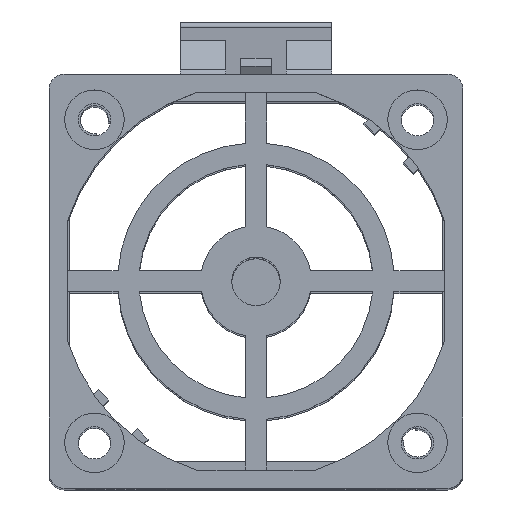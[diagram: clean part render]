
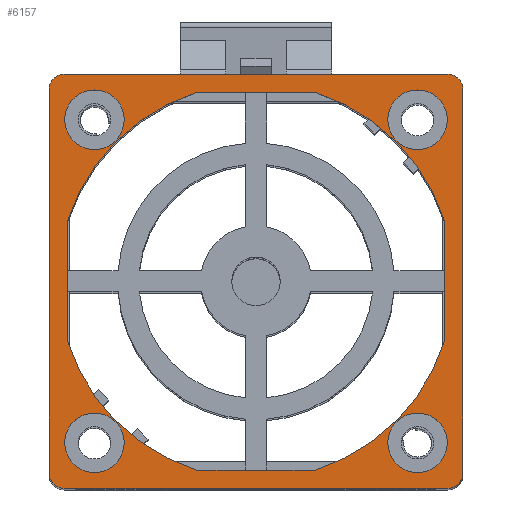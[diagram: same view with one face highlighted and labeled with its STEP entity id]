
A CAD part, top view. The second image highlights one B-rep face of the part: STEP entity #6157.
In plain terms, the highlighted planar face has unit normal (0, 0, 1).
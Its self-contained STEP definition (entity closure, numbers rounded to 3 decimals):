
#5514=DIRECTION('',(-1.,0.,0.));
#5515=VECTOR('',#5514,6.921);
#5516=CARTESIAN_POINT('',(213.652,4.2,236.1));
#5517=LINE('',#5516,#5515);
#5518=CARTESIAN_POINT('',(207.781,22.9,236.1));
#5519=DIRECTION('',(0.,0.,-1.));
#5520=DIRECTION('',(0.954,-0.3,0.));
#5521=AXIS2_PLACEMENT_3D('',#5518,#5519,#5520);
#5523=DIRECTION('',(0.,-1.,0.));
#5524=VECTOR('',#5523,11.742);
#5525=CARTESIAN_POINT('',(226.481,28.771,236.1));
#5526=LINE('',#5525,#5524);
#5527=CARTESIAN_POINT('',(207.781,22.9,236.1));
#5528=DIRECTION('',(0.,0.,-1.));
#5529=DIRECTION('',(0.3,0.954,0.));
#5530=AXIS2_PLACEMENT_3D('',#5527,#5528,#5529);
#5532=DIRECTION('',(1.,0.,0.));
#5533=VECTOR('',#5532,11.742);
#5534=CARTESIAN_POINT('',(201.91,41.6,236.1));
#5535=LINE('',#5534,#5533);
#5536=CARTESIAN_POINT('',(207.781,22.9,236.1));
#5537=DIRECTION('',(0.,0.,-1.));
#5538=DIRECTION('',(-0.954,0.3,0.));
#5539=AXIS2_PLACEMENT_3D('',#5536,#5537,#5538);
#5541=DIRECTION('',(0.,1.,0.));
#5542=VECTOR('',#5541,11.742);
#5543=CARTESIAN_POINT('',(189.081,17.029,236.1));
#5544=LINE('',#5543,#5542);
#5545=CARTESIAN_POINT('',(207.781,22.9,236.1));
#5546=DIRECTION('',(0.,0.,-1.));
#5547=DIRECTION('',(-0.3,-0.954,0.));
#5548=AXIS2_PLACEMENT_3D('',#5545,#5546,#5547);
#5550=CARTESIAN_POINT('',(223.781,6.9,236.1));
#5551=DIRECTION('',(0.,0.,-1.));
#5552=DIRECTION('',(0.,1.,0.));
#5553=AXIS2_PLACEMENT_3D('',#5550,#5551,#5552);
#5555=CARTESIAN_POINT('',(223.781,6.9,236.1));
#5556=DIRECTION('',(0.,0.,-1.));
#5557=DIRECTION('',(0.,-1.,0.));
#5558=AXIS2_PLACEMENT_3D('',#5555,#5556,#5557);
#5560=CARTESIAN_POINT('',(223.781,38.9,236.1));
#5561=DIRECTION('',(0.,0.,-1.));
#5562=DIRECTION('',(-1.,0.,0.));
#5563=AXIS2_PLACEMENT_3D('',#5560,#5561,#5562);
#5565=CARTESIAN_POINT('',(223.781,38.9,236.1));
#5566=DIRECTION('',(0.,0.,-1.));
#5567=DIRECTION('',(1.,0.,0.));
#5568=AXIS2_PLACEMENT_3D('',#5565,#5566,#5567);
#5570=CARTESIAN_POINT('',(191.781,38.9,236.1));
#5571=DIRECTION('',(0.,0.,-1.));
#5572=DIRECTION('',(0.,-1.,0.));
#5573=AXIS2_PLACEMENT_3D('',#5570,#5571,#5572);
#5575=CARTESIAN_POINT('',(191.781,38.9,236.1));
#5576=DIRECTION('',(0.,0.,-1.));
#5577=DIRECTION('',(0.,1.,0.));
#5578=AXIS2_PLACEMENT_3D('',#5575,#5576,#5577);
#5580=CARTESIAN_POINT('',(191.781,6.9,236.1));
#5581=DIRECTION('',(0.,0.,-1.));
#5582=DIRECTION('',(1.,0.,0.));
#5583=AXIS2_PLACEMENT_3D('',#5580,#5581,#5582);
#5585=CARTESIAN_POINT('',(191.781,6.9,236.1));
#5586=DIRECTION('',(0.,0.,-1.));
#5587=DIRECTION('',(-1.,0.,0.));
#5588=AXIS2_PLACEMENT_3D('',#5585,#5586,#5587);
#5590=CARTESIAN_POINT('',(188.781,3.9,236.1));
#5591=DIRECTION('',(0.,0.,1.));
#5592=DIRECTION('',(-1.,0.,0.));
#5593=AXIS2_PLACEMENT_3D('',#5590,#5591,#5592);
#5595=CARTESIAN_POINT('',(188.781,41.9,236.1));
#5596=DIRECTION('',(0.,0.,1.));
#5597=DIRECTION('',(0.,1.,0.));
#5598=AXIS2_PLACEMENT_3D('',#5595,#5596,#5597);
#5600=CARTESIAN_POINT('',(226.781,41.9,236.1));
#5601=DIRECTION('',(0.,0.,1.));
#5602=DIRECTION('',(1.,0.,0.));
#5603=AXIS2_PLACEMENT_3D('',#5600,#5601,#5602);
#5605=CARTESIAN_POINT('',(226.781,3.9,236.1));
#5606=DIRECTION('',(0.,0.,1.));
#5607=DIRECTION('',(0.,-1.,0.));
#5608=AXIS2_PLACEMENT_3D('',#5605,#5606,#5607);
#5614=DIRECTION('',(1.,0.,0.));
#5615=VECTOR('',#5614,4.821);
#5616=CARTESIAN_POINT('',(201.91,4.2,236.1));
#5617=LINE('',#5616,#5615);
#5898=DIRECTION('',(-1.,0.,0.));
#5899=VECTOR('',#5898,38.);
#5900=CARTESIAN_POINT('',(226.781,2.4,236.1));
#5901=LINE('',#5900,#5899);
#5918=DIRECTION('',(0.,1.,0.));
#5919=VECTOR('',#5918,38.);
#5920=CARTESIAN_POINT('',(187.281,3.9,236.1));
#5921=LINE('',#5920,#5919);
#5930=DIRECTION('',(1.,0.,0.));
#5931=VECTOR('',#5930,38.);
#5932=CARTESIAN_POINT('',(188.781,43.4,236.1));
#5933=LINE('',#5932,#5931);
#5950=DIRECTION('',(0.,-1.,0.));
#5951=VECTOR('',#5950,38.);
#5952=CARTESIAN_POINT('',(228.281,41.9,236.1));
#5953=LINE('',#5952,#5951);
#5958=CARTESIAN_POINT('',(213.652,4.2,236.1));
#5959=CARTESIAN_POINT('',(206.731,4.2,236.1));
#5960=VERTEX_POINT('',#5958);
#5961=VERTEX_POINT('',#5959);
#5962=CARTESIAN_POINT('',(201.91,4.2,236.1));
#5963=VERTEX_POINT('',#5962);
#5964=CARTESIAN_POINT('',(189.081,17.029,236.1));
#5965=VERTEX_POINT('',#5964);
#5966=CARTESIAN_POINT('',(189.081,28.771,236.1));
#5967=VERTEX_POINT('',#5966);
#5968=CARTESIAN_POINT('',(201.91,41.6,236.1));
#5969=VERTEX_POINT('',#5968);
#5970=CARTESIAN_POINT('',(213.652,41.6,236.1));
#5971=VERTEX_POINT('',#5970);
#5972=CARTESIAN_POINT('',(226.481,28.771,236.1));
#5973=VERTEX_POINT('',#5972);
#5974=CARTESIAN_POINT('',(226.481,17.029,236.1));
#5975=VERTEX_POINT('',#5974);
#5977=CARTESIAN_POINT('',(226.781,2.4,236.1));
#5979=VERTEX_POINT('',#5977);
#6015=CARTESIAN_POINT('',(223.781,9.85,236.1));
#6017=VERTEX_POINT('',#6015);
#6020=CARTESIAN_POINT('',(223.781,3.95,236.1));
#6021=VERTEX_POINT('',#6020);
#6027=CARTESIAN_POINT('',(220.831,38.9,236.1));
#6029=VERTEX_POINT('',#6027);
#6032=CARTESIAN_POINT('',(226.731,38.9,236.1));
#6033=VERTEX_POINT('',#6032);
#6039=CARTESIAN_POINT('',(191.781,35.95,236.1));
#6041=VERTEX_POINT('',#6039);
#6044=CARTESIAN_POINT('',(191.781,41.85,236.1));
#6045=VERTEX_POINT('',#6044);
#6051=CARTESIAN_POINT('',(194.731,6.9,236.1));
#6053=VERTEX_POINT('',#6051);
#6056=CARTESIAN_POINT('',(188.831,6.9,236.1));
#6057=VERTEX_POINT('',#6056);
#6063=CARTESIAN_POINT('',(188.781,43.4,236.1));
#6065=VERTEX_POINT('',#6063);
#6066=CARTESIAN_POINT('',(228.281,3.9,236.1));
#6068=VERTEX_POINT('',#6066);
#6070=CARTESIAN_POINT('',(228.281,41.9,236.1));
#6072=VERTEX_POINT('',#6070);
#6074=CARTESIAN_POINT('',(226.781,43.4,236.1));
#6076=VERTEX_POINT('',#6074);
#6078=CARTESIAN_POINT('',(187.281,41.9,236.1));
#6080=VERTEX_POINT('',#6078);
#6082=CARTESIAN_POINT('',(187.281,3.9,236.1));
#6084=VERTEX_POINT('',#6082);
#6086=CARTESIAN_POINT('',(188.781,2.4,236.1));
#6088=VERTEX_POINT('',#6086);
#6090=CARTESIAN_POINT('',(228.281,2.4,236.1));
#6091=DIRECTION('',(0.,0.,1.));
#6092=DIRECTION('',(1.,0.,0.));
#6093=AXIS2_PLACEMENT_3D('',#6090,#6091,#6092);
#6094=PLANE('',#6093);
#6096=ORIENTED_EDGE('',*,*,#6095,.T.);
#6098=ORIENTED_EDGE('',*,*,#6097,.F.);
#6100=ORIENTED_EDGE('',*,*,#6099,.T.);
#6102=ORIENTED_EDGE('',*,*,#6101,.F.);
#6104=ORIENTED_EDGE('',*,*,#6103,.T.);
#6106=ORIENTED_EDGE('',*,*,#6105,.F.);
#6108=ORIENTED_EDGE('',*,*,#6107,.T.);
#6110=ORIENTED_EDGE('',*,*,#6109,.F.);
#6111=EDGE_LOOP('',(#6096,#6098,#6100,#6102,#6104,#6106,#6108,#6110));
#6112=FACE_OUTER_BOUND('',#6111,.F.);
#6114=ORIENTED_EDGE('',*,*,#6113,.F.);
#6116=ORIENTED_EDGE('',*,*,#6115,.F.);
#6117=EDGE_LOOP('',(#6114,#6116));
#6118=FACE_BOUND('',#6117,.F.);
#6120=ORIENTED_EDGE('',*,*,#6119,.F.);
#6122=ORIENTED_EDGE('',*,*,#6121,.F.);
#6123=EDGE_LOOP('',(#6120,#6122));
#6124=FACE_BOUND('',#6123,.F.);
#6126=ORIENTED_EDGE('',*,*,#6125,.F.);
#6128=ORIENTED_EDGE('',*,*,#6127,.F.);
#6129=EDGE_LOOP('',(#6126,#6128));
#6130=FACE_BOUND('',#6129,.F.);
#6132=ORIENTED_EDGE('',*,*,#6131,.F.);
#6134=ORIENTED_EDGE('',*,*,#6133,.F.);
#6135=EDGE_LOOP('',(#6132,#6134));
#6136=FACE_BOUND('',#6135,.F.);
#6138=ORIENTED_EDGE('',*,*,#6137,.T.);
#6140=ORIENTED_EDGE('',*,*,#6139,.F.);
#6142=ORIENTED_EDGE('',*,*,#6141,.F.);
#6144=ORIENTED_EDGE('',*,*,#6143,.F.);
#6146=ORIENTED_EDGE('',*,*,#6145,.F.);
#6148=ORIENTED_EDGE('',*,*,#6147,.F.);
#6150=ORIENTED_EDGE('',*,*,#6149,.F.);
#6152=ORIENTED_EDGE('',*,*,#6151,.F.);
#6154=ORIENTED_EDGE('',*,*,#6153,.F.);
#6155=EDGE_LOOP('',(#6138,#6140,#6142,#6144,#6146,#6148,#6150,#6152,#6154));
#6156=FACE_BOUND('',#6155,.F.);
#6157=ADVANCED_FACE('',(#6112,#6118,#6124,#6130,#6136,#6156),#6094,.T.);
#5522=CIRCLE('',#5521,19.6);
#5531=CIRCLE('',#5530,19.6);
#5540=CIRCLE('',#5539,19.6);
#5549=CIRCLE('',#5548,19.6);
#5554=CIRCLE('',#5553,2.95);
#5559=CIRCLE('',#5558,2.95);
#5564=CIRCLE('',#5563,2.95);
#5569=CIRCLE('',#5568,2.95);
#5574=CIRCLE('',#5573,2.95);
#5579=CIRCLE('',#5578,2.95);
#5584=CIRCLE('',#5583,2.95);
#5589=CIRCLE('',#5588,2.95);
#5594=CIRCLE('',#5593,1.5);
#5599=CIRCLE('',#5598,1.5);
#5604=CIRCLE('',#5603,1.5);
#5609=CIRCLE('',#5608,1.5);
#6095=EDGE_CURVE('',#5979,#6088,#5901,.T.);
#6097=EDGE_CURVE('',#6084,#6088,#5594,.T.);
#6099=EDGE_CURVE('',#6084,#6080,#5921,.T.);
#6101=EDGE_CURVE('',#6065,#6080,#5599,.T.);
#6103=EDGE_CURVE('',#6065,#6076,#5933,.T.);
#6105=EDGE_CURVE('',#6072,#6076,#5604,.T.);
#6107=EDGE_CURVE('',#6072,#6068,#5953,.T.);
#6109=EDGE_CURVE('',#5979,#6068,#5609,.T.);
#6113=EDGE_CURVE('',#6017,#6021,#5554,.T.);
#6115=EDGE_CURVE('',#6021,#6017,#5559,.T.);
#6119=EDGE_CURVE('',#6029,#6033,#5564,.T.);
#6121=EDGE_CURVE('',#6033,#6029,#5569,.T.);
#6125=EDGE_CURVE('',#6041,#6045,#5574,.T.);
#6127=EDGE_CURVE('',#6045,#6041,#5579,.T.);
#6131=EDGE_CURVE('',#6053,#6057,#5584,.T.);
#6133=EDGE_CURVE('',#6057,#6053,#5589,.T.);
#6137=EDGE_CURVE('',#5963,#5961,#5617,.T.);
#6139=EDGE_CURVE('',#5960,#5961,#5517,.T.);
#6141=EDGE_CURVE('',#5975,#5960,#5522,.T.);
#6143=EDGE_CURVE('',#5973,#5975,#5526,.T.);
#6145=EDGE_CURVE('',#5971,#5973,#5531,.T.);
#6147=EDGE_CURVE('',#5969,#5971,#5535,.T.);
#6149=EDGE_CURVE('',#5967,#5969,#5540,.T.);
#6151=EDGE_CURVE('',#5965,#5967,#5544,.T.);
#6153=EDGE_CURVE('',#5963,#5965,#5549,.T.);
